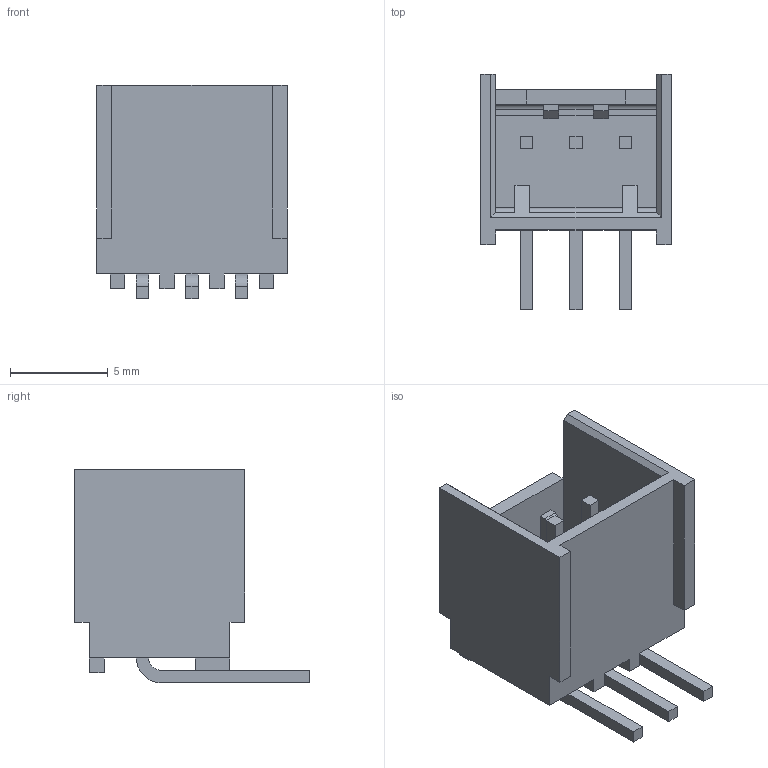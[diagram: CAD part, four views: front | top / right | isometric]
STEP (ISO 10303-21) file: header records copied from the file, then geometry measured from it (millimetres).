
FILE_DESCRIPTION((''),'2;1');
FILE_NAME('C-2-644803-3','2013-12-31T',('workeradm'),('Tyco Electronics Ltd.'),'PRO/ENGINEER BY PARAMETRIC TECHNOLOGY CORPORATION, 2013050','PRO/ENGINEER BY PARAMETRIC TECHNOLOGY CORPORATION, 2013050','');
FILE_SCHEMA(('AUTOMOTIVE_DESIGN { 1 0 10303 214 1 1 1 1 }'));
Length unit declared in the file: millimetre
Products named in the file (1): C-2-644803-3
Bounding box: 9.75 x 12.01 x 10.92 mm (x, y, z)
Volume: 344.6 mm3; surface area: 854.5 mm2
Topology: 1 solids, 1 shells, 119 faces, 323 edges, 214 vertices
Faces by surface type: plane 109, cylinder 10
Entity records: 3861 total; most frequent: CARTESIAN_POINT 658, ORIENTED_EDGE 646, DIRECTION 581, EDGE_CURVE 323, VECTOR 303, LINE 303, VERTEX_POINT 214, AXIS2_PLACEMENT_3D 139
